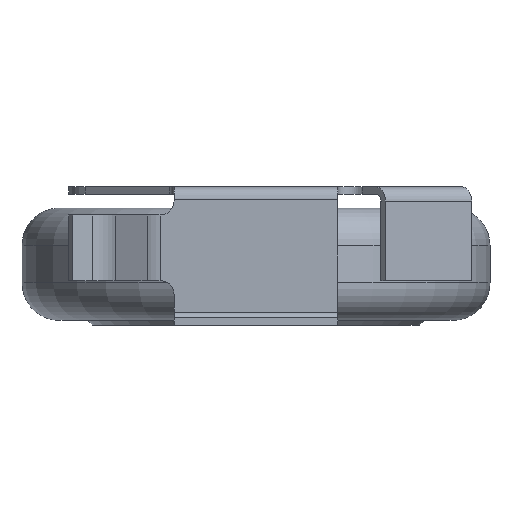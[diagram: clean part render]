
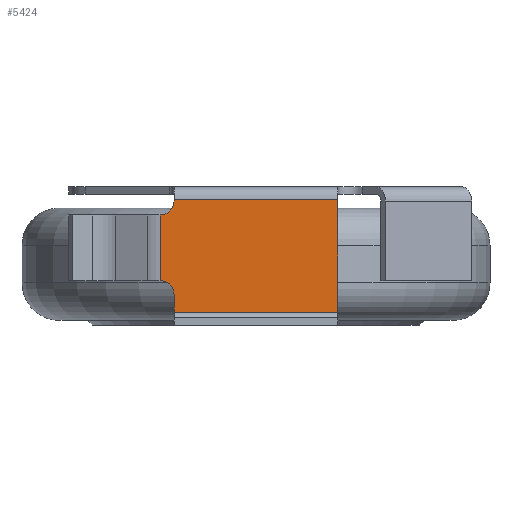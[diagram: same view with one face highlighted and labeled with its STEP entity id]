
A CAD part, left-side view. The second image highlights one B-rep face of the part: STEP entity #5424.
In plain terms, the highlighted planar face has unit normal (-1, 0, 0).
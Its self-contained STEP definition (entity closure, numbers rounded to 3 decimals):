
#442=PLANE('',#5777);
#589=FACE_OUTER_BOUND('',#897,.T.);
#897=EDGE_LOOP('',(#3864,#3865,#3866,#3867,#3868,#3869,#3870,#3871));
#1210=LINE('',#7136,#1709);
#1233=LINE('',#7205,#1732);
#1235=LINE('',#7212,#1734);
#1267=LINE('',#7299,#1766);
#1268=LINE('',#7301,#1767);
#1269=LINE('',#7304,#1768);
#1709=VECTOR('',#6067,1000.);
#1732=VECTOR('',#6130,1000.);
#1734=VECTOR('',#6138,1000.);
#1766=VECTOR('',#6226,1000.);
#1767=VECTOR('',#6227,1000.);
#1768=VECTOR('',#6232,1000.);
#2207=CIRCLE('',#5778,0.3);
#2208=CIRCLE('',#5779,0.3);
#2305=VERTEX_POINT('',#7133);
#2306=VERTEX_POINT('',#7135);
#2331=VERTEX_POINT('',#7202);
#2332=VERTEX_POINT('',#7204);
#2334=VERTEX_POINT('',#7210);
#2360=VERTEX_POINT('',#7297);
#2361=VERTEX_POINT('',#7298);
#2362=VERTEX_POINT('',#7300);
#2867=EDGE_CURVE('',#2306,#2305,#1210,.T.);
#2901=EDGE_CURVE('',#2332,#2331,#1233,.T.);
#2905=EDGE_CURVE('',#2305,#2334,#1235,.T.);
#2947=EDGE_CURVE('',#2360,#2361,#1267,.T.);
#2948=EDGE_CURVE('',#2360,#2362,#1268,.T.);
#2949=EDGE_CURVE('',#2362,#2332,#2207,.T.);
#2950=EDGE_CURVE('',#2331,#2306,#2208,.T.);
#2951=EDGE_CURVE('',#2334,#2361,#1269,.T.);
#3864=ORIENTED_EDGE('',*,*,#2947,.F.);
#3865=ORIENTED_EDGE('',*,*,#2948,.T.);
#3866=ORIENTED_EDGE('',*,*,#2949,.T.);
#3867=ORIENTED_EDGE('',*,*,#2901,.T.);
#3868=ORIENTED_EDGE('',*,*,#2950,.T.);
#3869=ORIENTED_EDGE('',*,*,#2867,.T.);
#3870=ORIENTED_EDGE('',*,*,#2905,.T.);
#3871=ORIENTED_EDGE('',*,*,#2951,.T.);
#5424=ADVANCED_FACE('',(#589),#442,.T.);
#5777=AXIS2_PLACEMENT_3D('',#7296,#6224,#6225);
#5778=AXIS2_PLACEMENT_3D('',#7302,#6228,#6229);
#5779=AXIS2_PLACEMENT_3D('',#7303,#6230,#6231);
#6067=DIRECTION('',(0.,0.,-1.));
#6130=DIRECTION('',(0.,0.,-1.));
#6138=DIRECTION('',(0.,-1.,0.));
#6224=DIRECTION('center_axis',(-1.,0.,0.));
#6225=DIRECTION('ref_axis',(0.,-1.,0.));
#6226=DIRECTION('',(0.,-1.,0.));
#6227=DIRECTION('',(0.,0.,-1.));
#6228=DIRECTION('center_axis',(1.,0.,0.));
#6229=DIRECTION('ref_axis',(0.,1.,0.));
#6230=DIRECTION('center_axis',(1.,0.,0.));
#6231=DIRECTION('ref_axis',(0.,-1.,0.));
#6232=DIRECTION('',(0.,0.,1.));
#7133=CARTESIAN_POINT('',(-5.302,1.75,-1.223));
#7135=CARTESIAN_POINT('',(-5.302,1.75,-0.848));
#7136=CARTESIAN_POINT('',(-5.302,1.75,1.452));
#7202=CARTESIAN_POINT('',(-5.302,2.05,-0.548));
#7204=CARTESIAN_POINT('',(-5.302,2.05,0.852));
#7205=CARTESIAN_POINT('',(-5.302,2.05,1.175));
#7210=CARTESIAN_POINT('',(-5.302,-1.75,-1.223));
#7212=CARTESIAN_POINT('',(-5.302,6.,-1.223));
#7296=CARTESIAN_POINT('Origin',(-5.302,6.,1.175));
#7297=CARTESIAN_POINT('',(-5.302,1.75,1.175));
#7298=CARTESIAN_POINT('',(-5.302,-1.75,1.175));
#7299=CARTESIAN_POINT('',(-5.302,6.,1.175));
#7300=CARTESIAN_POINT('',(-5.302,1.75,1.152));
#7301=CARTESIAN_POINT('',(-5.302,1.75,1.175));
#7302=CARTESIAN_POINT('Origin',(-5.302,2.05,1.152));
#7303=CARTESIAN_POINT('Origin',(-5.302,2.05,-0.848));
#7304=CARTESIAN_POINT('',(-5.302,-1.75,1.452));
